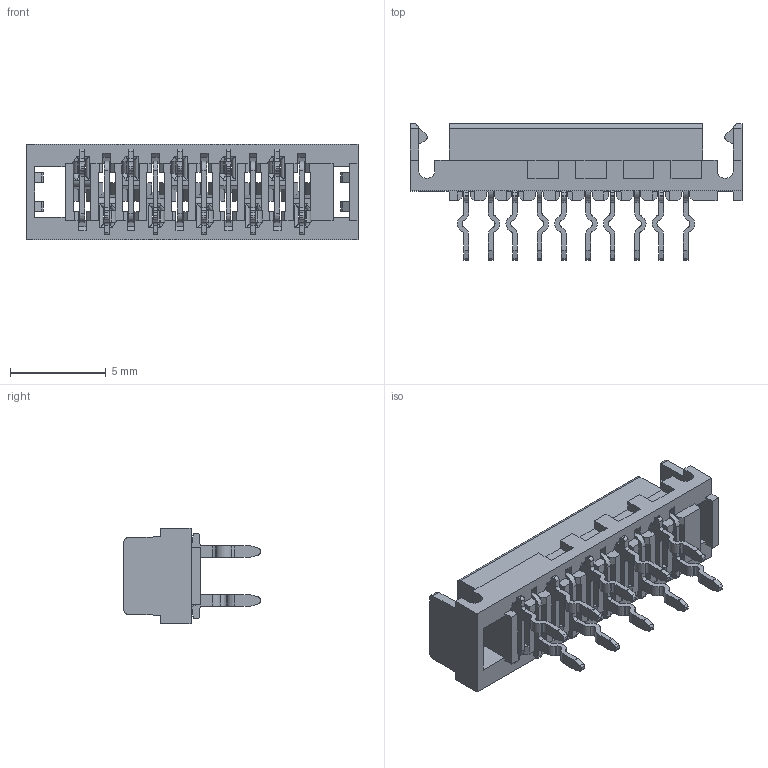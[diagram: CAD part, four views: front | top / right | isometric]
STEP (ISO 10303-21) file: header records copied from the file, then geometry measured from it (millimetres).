
FILE_DESCRIPTION(/* description */ (''),/* implementation_level */ '2;1');
FILE_NAME(/* name */ '699-3-10-1.stp',/* time_stamp */ '2026-02-24T14:25:25+01:00',/* author */ ('Andreas.Larin'),/* organization */ (''),/* preprocessor_version */ 'ST-DEVELOPER v20',/* originating_system */ 'Autodesk Inventor 2025',/* authorisation */ '');
FILE_SCHEMA (('AUTOMOTIVE_DESIGN { 1 0 10303 214 3 1 1 }'));
Length unit declared in the file: millimetre
Products named in the file (3): 699-3-10-1; 699-Body1; 699-Body2
Assembly tree (11 placements, depth 2):
  699-3-10-1
    699-Body1
    699-Body2  x10
Bounding box: 17.3 x 7.1 x 5 mm (x, y, z)
Volume: 196.8 mm3; surface area: 934.6 mm2
Topology: 11 solids, 11 shells, 1268 faces, 3673 edges, 2413 vertices
Faces by surface type: plane 840, cylinder 408, bspline 20
Entity records: 19579 total; most frequent: CARTESIAN_POINT 3708, ORIENTED_EDGE 3404, DIRECTION 3090, EDGE_CURVE 1702, LINE 1488, VECTOR 1488, VERTEX_POINT 1099, AXIS2_PLACEMENT_3D 801
